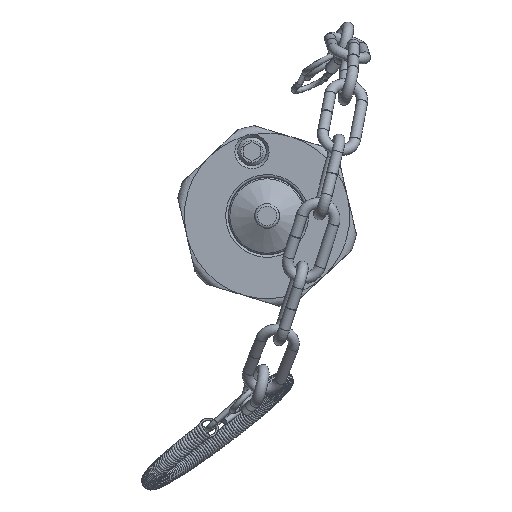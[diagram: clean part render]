
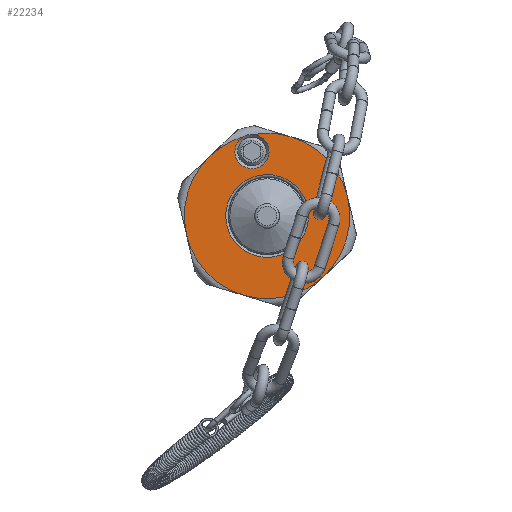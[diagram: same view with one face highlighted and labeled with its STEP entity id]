
A CAD part, front view. The second image highlights one B-rep face of the part: STEP entity #22234.
In plain terms, the highlighted planar face has unit normal (0, -1, 0).
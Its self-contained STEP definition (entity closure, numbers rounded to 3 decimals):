
#20865=CARTESIAN_POINT('',(-21.095,-46.872,8.55));
#20866=VERTEX_POINT('',#20865);
#21013=CARTESIAN_POINT('',(-31.361,-46.872,19.486));
#21014=VERTEX_POINT('',#21013);
#21179=CARTESIAN_POINT('',(-45.966,-46.872,16.064));
#21180=VERTEX_POINT('',#21179);
#21345=CARTESIAN_POINT('',(-50.304,-46.872,1.705));
#21346=VERTEX_POINT('',#21345);
#21493=CARTESIAN_POINT('',(-40.038,-46.872,-9.232));
#21494=VERTEX_POINT('',#21493);
#21641=CARTESIAN_POINT('',(-25.434,-46.872,-5.809));
#21642=VERTEX_POINT('',#21641);
#21899=CARTESIAN_POINT('',(-35.7,-46.872,5.127));
#21900=DIRECTION('',(0.,1.0,0.));
#21901=DIRECTION('',(0.974,0.,0.228));
#21902=AXIS2_PLACEMENT_3D('',#21899,#21900,#21901);
#21903=CIRCLE('',#21902,15.);
#21904=EDGE_CURVE('',#20866,#21642,#21903,.T.);
#21931=CARTESIAN_POINT('',(-35.7,-46.872,5.127));
#21932=DIRECTION('',(0.,1.0,0.));
#21933=DIRECTION('',(0.974,0.,0.228));
#21934=AXIS2_PLACEMENT_3D('',#21931,#21932,#21933);
#21935=CIRCLE('',#21934,15.);
#21936=EDGE_CURVE('',#21642,#21494,#21935,.T.);
#21955=CARTESIAN_POINT('',(-35.7,-46.872,5.127));
#21956=DIRECTION('',(0.,1.0,0.));
#21957=DIRECTION('',(0.974,0.,0.228));
#21958=AXIS2_PLACEMENT_3D('',#21955,#21956,#21957);
#21959=CIRCLE('',#21958,15.);
#21960=EDGE_CURVE('',#21494,#21346,#21959,.T.);
#21979=CARTESIAN_POINT('',(-35.7,-46.872,5.127));
#21980=DIRECTION('',(0.,1.0,0.));
#21981=DIRECTION('',(0.974,0.,0.228));
#21982=AXIS2_PLACEMENT_3D('',#21979,#21980,#21981);
#21983=CIRCLE('',#21982,15.);
#21984=EDGE_CURVE('',#21346,#21180,#21983,.T.);
#22003=CARTESIAN_POINT('',(-39.966,-46.872,19.508));
#22004=VERTEX_POINT('',#22003);
#22005=CARTESIAN_POINT('',(-35.7,-46.872,5.127));
#22006=DIRECTION('',(0.,1.0,0.));
#22007=DIRECTION('',(0.974,0.,0.228));
#22008=AXIS2_PLACEMENT_3D('',#22005,#22006,#22007);
#22009=CIRCLE('',#22008,15.);
#22010=EDGE_CURVE('',#21180,#22004,#22009,.T.);
#22012=CARTESIAN_POINT('',(-38.266,-46.872,19.906));
#22013=VERTEX_POINT('',#22012);
#22035=CARTESIAN_POINT('',(-35.7,-46.872,5.127));
#22036=DIRECTION('',(0.,1.0,0.));
#22037=DIRECTION('',(0.974,0.,0.228));
#22038=AXIS2_PLACEMENT_3D('',#22035,#22036,#22037);
#22039=CIRCLE('',#22038,15.);
#22040=EDGE_CURVE('',#22013,#21014,#22039,.T.);
#22122=CARTESIAN_POINT('',(-38.437,-46.872,16.811));
#22123=DIRECTION('',(0.,-1.,0.));
#22124=DIRECTION('',(0.974,0.,0.228));
#22125=AXIS2_PLACEMENT_3D('',#22122,#22123,#22124);
#22126=CIRCLE('',#22125,3.1);
#22127=EDGE_CURVE('',#22004,#22013,#22126,.T.);
#22146=CARTESIAN_POINT('',(-35.7,-46.872,5.127));
#22147=DIRECTION('',(0.,1.0,0.));
#22148=DIRECTION('',(0.974,0.,0.228));
#22149=AXIS2_PLACEMENT_3D('',#22146,#22147,#22148);
#22150=CIRCLE('',#22149,15.);
#22151=EDGE_CURVE('',#21014,#20866,#22150,.T.);
#22204=CARTESIAN_POINT('',(-28.397,-46.872,6.839));
#22205=VERTEX_POINT('',#22204);
#22206=CARTESIAN_POINT('',(-35.7,-46.872,5.127));
#22207=DIRECTION('',(0.,1.0,0.));
#22208=DIRECTION('',(0.974,0.,0.228));
#22209=AXIS2_PLACEMENT_3D('',#22206,#22207,#22208);
#22210=CIRCLE('',#22209,7.5);
#22211=EDGE_CURVE('',#22205,#22205,#22210,.T.);
#22216=CARTESIAN_POINT('',(-24.746,-46.872,7.694));
#22217=DIRECTION('',(0.0,-1.0,0.0));
#22218=DIRECTION('',(-0.228,0.0,0.974));
#22219=AXIS2_PLACEMENT_3D('',#22216,#22217,#22218);
#22220=PLANE('',#22219);
#22221=ORIENTED_EDGE('',*,*,#22127,.F.);
#22222=ORIENTED_EDGE('',*,*,#22010,.F.);
#22223=ORIENTED_EDGE('',*,*,#21984,.F.);
#22224=ORIENTED_EDGE('',*,*,#21960,.F.);
#22225=ORIENTED_EDGE('',*,*,#21936,.F.);
#22226=ORIENTED_EDGE('',*,*,#21904,.F.);
#22227=ORIENTED_EDGE('',*,*,#22151,.F.);
#22228=ORIENTED_EDGE('',*,*,#22040,.F.);
#22229=EDGE_LOOP('',(#22221,#22222,#22223,#22224,#22225,#22226,#22227,#22228));
#22230=FACE_OUTER_BOUND('',#22229,.T.);
#22231=ORIENTED_EDGE('',*,*,#22211,.T.);
#22232=EDGE_LOOP('',(#22231));
#22233=FACE_BOUND('',#22232,.T.);
#22234=ADVANCED_FACE('',(#22230,#22233),#22220,.T.);
